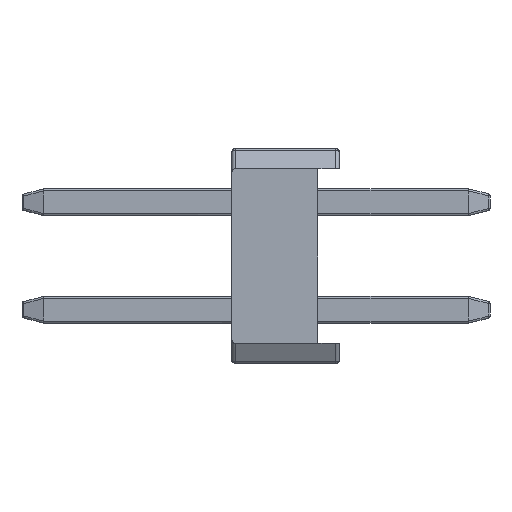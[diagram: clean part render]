
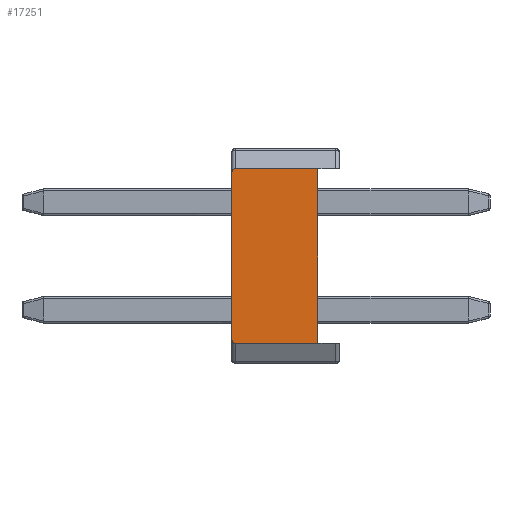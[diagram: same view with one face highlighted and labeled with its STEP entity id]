
A CAD part, left-side view. The second image highlights one B-rep face of the part: STEP entity #17251.
In plain terms, the highlighted planar face has unit normal (-1, 0, 0).
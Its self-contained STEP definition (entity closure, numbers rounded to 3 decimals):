
#168 = EDGE_CURVE ( 'NONE', #7313, #785, #4552, .T. ) ;
#785 = VERTEX_POINT ( 'NONE', #3584 ) ;
#817 = AXIS2_PLACEMENT_3D ( 'NONE', #25428, #13225, #1009 ) ;
#1009 = DIRECTION ( 'NONE',  ( 0., 0., -1. ) ) ;
#1515 = CARTESIAN_POINT ( 'NONE',  ( -9., 0.93, -1.625 ) ) ;
#2362 = CARTESIAN_POINT ( 'NONE',  ( -9., -0.6, -1.625 ) ) ;
#3060 = VERTEX_POINT ( 'NONE', #6860 ) ;
#3311 = EDGE_CURVE ( 'NONE', #7313, #3060, #14371, .T. ) ;
#3584 = CARTESIAN_POINT ( 'NONE',  ( -9., 1., 1.555 ) ) ;
#3827 = EDGE_CURVE ( 'NONE', #15378, #4390, #8336, .T. ) ;
#3996 = ORIENTED_EDGE ( 'NONE', *, *, #18976, .T. ) ;
#4121 = CARTESIAN_POINT ( 'NONE',  ( -9., -0.6, -1.625 ) ) ;
#4390 = VERTEX_POINT ( 'NONE', #4121 ) ;
#4537 = AXIS2_PLACEMENT_3D ( 'NONE', #12992, #25278, #13075 ) ;
#4552 = CIRCLE ( 'NONE', #817, 0.07 ) ;
#4936 = CARTESIAN_POINT ( 'NONE',  ( -9., 1., -1.555 ) ) ;
#5034 = DIRECTION ( 'NONE',  ( 0., 0., 1. ) ) ;
#5640 = CARTESIAN_POINT ( 'NONE',  ( -9., 0.93, 1.625 ) ) ;
#5771 = LINE ( 'NONE', #13169, #20781 ) ;
#6053 = ORIENTED_EDGE ( 'NONE', *, *, #168, .T. ) ;
#6860 = CARTESIAN_POINT ( 'NONE',  ( -9., -0.6, 1.625 ) ) ;
#7313 = VERTEX_POINT ( 'NONE', #5640 ) ;
#8336 = LINE ( 'NONE', #13418, #13709 ) ;
#8357 = VECTOR ( 'NONE', #16454, 1000. ) ;
#8828 = CIRCLE ( 'NONE', #17688, 0.07 ) ;
#10920 = DIRECTION ( 'NONE',  ( -1., 0., 0. ) ) ;
#11480 = FACE_OUTER_BOUND ( 'NONE', #20792, .T. ) ;
#11520 = VERTEX_POINT ( 'NONE', #4936 ) ;
#11879 = EDGE_CURVE ( 'NONE', #3060, #4390, #21498, .T. ) ;
#12315 = ORIENTED_EDGE ( 'NONE', *, *, #11879, .F. ) ;
#12992 = CARTESIAN_POINT ( 'NONE',  ( -9., 1., -1.625 ) ) ;
#13075 = DIRECTION ( 'NONE',  ( 0., 0., -1. ) ) ;
#13169 = CARTESIAN_POINT ( 'NONE',  ( -9., 1., -1.625 ) ) ;
#13225 = DIRECTION ( 'NONE',  ( -1., 0., 0. ) ) ;
#13418 = CARTESIAN_POINT ( 'NONE',  ( -9., 1., -1.625 ) ) ;
#13709 = VECTOR ( 'NONE', #25597, 1000. ) ;
#14371 = LINE ( 'NONE', #20569, #8357 ) ;
#15378 = VERTEX_POINT ( 'NONE', #1515 ) ;
#16066 = VECTOR ( 'NONE', #16584, 1000. ) ;
#16454 = DIRECTION ( 'NONE',  ( 0., -1., 0. ) ) ;
#16584 = DIRECTION ( 'NONE',  ( 0., 0., -1. ) ) ;
#17251 = ADVANCED_FACE ( 'NONE', ( #11480 ), #19102, .F. ) ;
#17688 = AXIS2_PLACEMENT_3D ( 'NONE', #23078, #10920, #25132 ) ;
#17743 = ORIENTED_EDGE ( 'NONE', *, *, #3827, .T. ) ;
#18492 = ORIENTED_EDGE ( 'NONE', *, *, #3311, .F. ) ;
#18976 = EDGE_CURVE ( 'NONE', #11520, #15378, #8828, .T. ) ;
#19102 = PLANE ( 'NONE',  #4537 ) ;
#19404 = EDGE_CURVE ( 'NONE', #11520, #785, #5771, .T. ) ;
#19445 = ORIENTED_EDGE ( 'NONE', *, *, #19404, .F. ) ;
#20569 = CARTESIAN_POINT ( 'NONE',  ( -9., 1., 1.625 ) ) ;
#20781 = VECTOR ( 'NONE', #5034, 1000. ) ;
#20792 = EDGE_LOOP ( 'NONE', ( #19445, #3996, #17743, #12315, #18492, #6053 ) ) ;
#21498 = LINE ( 'NONE', #2362, #16066 ) ;
#23078 = CARTESIAN_POINT ( 'NONE',  ( -9., 0.93, -1.555 ) ) ;
#25132 = DIRECTION ( 'NONE',  ( 0., 0., -1. ) ) ;
#25278 = DIRECTION ( 'NONE',  ( 1., 0., 0. ) ) ;
#25428 = CARTESIAN_POINT ( 'NONE',  ( -9., 0.93, 1.555 ) ) ;
#25597 = DIRECTION ( 'NONE',  ( 0., -1., 0. ) ) ;
